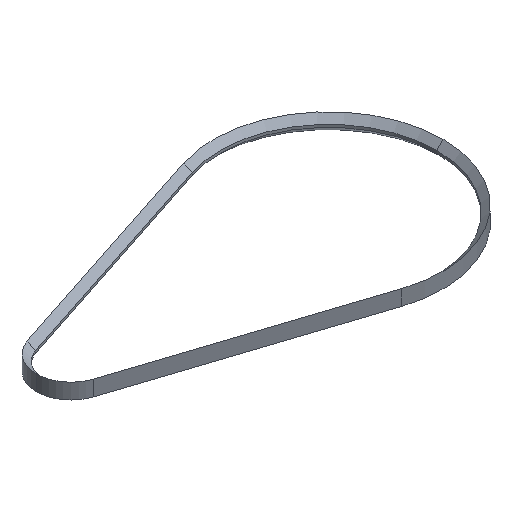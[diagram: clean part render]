
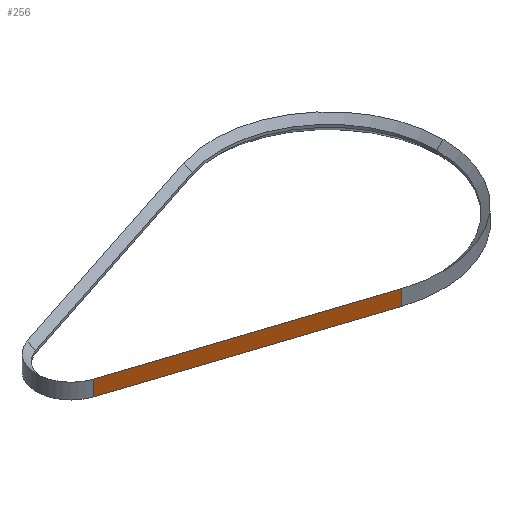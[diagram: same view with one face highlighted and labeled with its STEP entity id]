
A CAD part, isometric view. The second image highlights one B-rep face of the part: STEP entity #256.
In plain terms, the highlighted planar face has unit normal (-0.31, -0.951, 0).
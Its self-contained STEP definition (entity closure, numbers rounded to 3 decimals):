
#14 = FACE_OUTER_BOUND ( 'NONE', #304, .T. ) ;
#32 = DIRECTION ( 'NONE',  ( 0., 0., 1. ) ) ;
#46 = PLANE ( 'NONE',  #318 ) ;
#63 = DIRECTION ( 'NONE',  ( 0.951, -0.31, 0. ) ) ;
#92 = EDGE_CURVE ( 'NONE', #451, #548, #412, .T. ) ;
#112 = EDGE_CURVE ( 'NONE', #635, #451, #561, .T. ) ;
#113 = DIRECTION ( 'NONE',  ( 0., 0., 1. ) ) ;
#129 = CARTESIAN_POINT ( 'NONE',  ( -4.185, -12.835, 3. ) ) ;
#149 = ORIENTED_EDGE ( 'NONE', *, *, #541, .T. ) ;
#168 = LINE ( 'NONE', #421, #230 ) ;
#172 = ORIENTED_EDGE ( 'NONE', *, *, #92, .F. ) ;
#192 = DIRECTION ( 'NONE',  ( 0.31, 0.951, 0. ) ) ;
#230 = VECTOR ( 'NONE', #113, 1000. ) ;
#256 = ADVANCED_FACE ( 'NONE', ( #14 ), #46, .F. ) ;
#274 = LINE ( 'NONE', #388, #389 ) ;
#304 = EDGE_LOOP ( 'NONE', ( #585, #563, #149, #172 ) ) ;
#318 = AXIS2_PLACEMENT_3D ( 'NONE', #129, #192, #484 ) ;
#324 = CARTESIAN_POINT ( 'NONE',  ( 86.205, -42.308, -3. ) ) ;
#340 = EDGE_CURVE ( 'NONE', #635, #565, #274, .T. ) ;
#367 = CARTESIAN_POINT ( 'NONE',  ( -4.185, -12.835, 3. ) ) ;
#388 = CARTESIAN_POINT ( 'NONE',  ( -4.185, -12.835, -3. ) ) ;
#389 = VECTOR ( 'NONE', #542, 1000. ) ;
#412 = LINE ( 'NONE', #367, #527 ) ;
#413 = CARTESIAN_POINT ( 'NONE',  ( -4.185, -12.835, 3. ) ) ;
#421 = CARTESIAN_POINT ( 'NONE',  ( 86.205, -42.308, 3. ) ) ;
#451 = VERTEX_POINT ( 'NONE', #413 ) ;
#469 = CARTESIAN_POINT ( 'NONE',  ( -4.185, -12.835, -3. ) ) ;
#481 = CARTESIAN_POINT ( 'NONE',  ( -4.185, -12.835, 3. ) ) ;
#484 = DIRECTION ( 'NONE',  ( -0.951, 0.31, 0. ) ) ;
#519 = CARTESIAN_POINT ( 'NONE',  ( 86.205, -42.308, 3. ) ) ;
#527 = VECTOR ( 'NONE', #63, 1000. ) ;
#541 = EDGE_CURVE ( 'NONE', #565, #548, #168, .T. ) ;
#542 = DIRECTION ( 'NONE',  ( 0.951, -0.31, 0. ) ) ;
#548 = VERTEX_POINT ( 'NONE', #519 ) ;
#561 = LINE ( 'NONE', #481, #572 ) ;
#563 = ORIENTED_EDGE ( 'NONE', *, *, #340, .T. ) ;
#565 = VERTEX_POINT ( 'NONE', #324 ) ;
#572 = VECTOR ( 'NONE', #32, 1000. ) ;
#585 = ORIENTED_EDGE ( 'NONE', *, *, #112, .F. ) ;
#635 = VERTEX_POINT ( 'NONE', #469 ) ;
